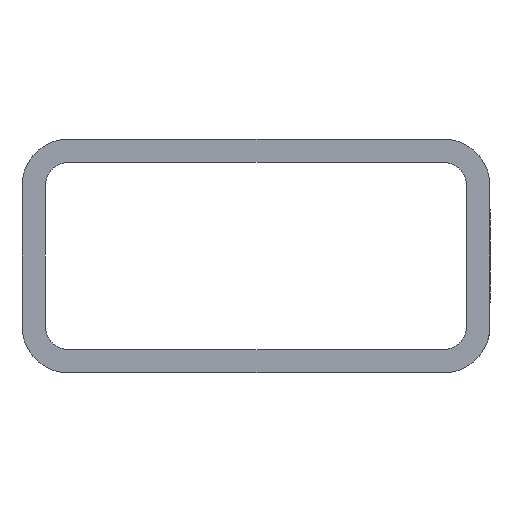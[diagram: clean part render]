
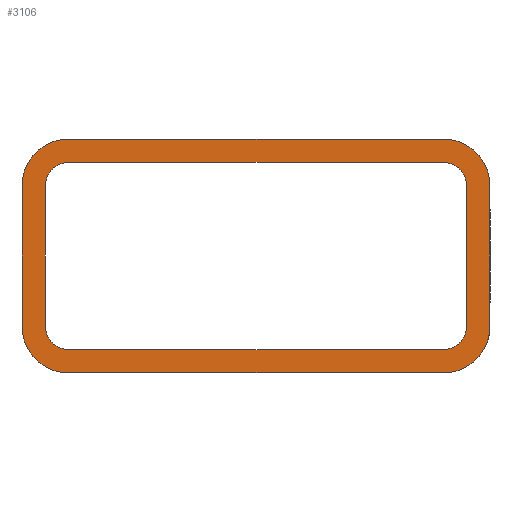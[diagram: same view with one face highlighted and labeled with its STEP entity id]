
A CAD part, front view. The second image highlights one B-rep face of the part: STEP entity #3106.
In plain terms, the highlighted planar face has unit normal (0, -1, 0).
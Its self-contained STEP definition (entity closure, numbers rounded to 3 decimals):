
#23 = LINE ( 'NONE', #2160, #2132 ) ;
#61 = CARTESIAN_POINT ( 'NONE',  ( 60., 1893., -13.75 ) ) ;
#73 = DIRECTION ( 'NONE',  ( 0., 0., -1. ) ) ;
#91 = CARTESIAN_POINT ( 'NONE',  ( 114., 1893., -10.75 ) ) ;
#97 = DIRECTION ( 'NONE',  ( 0., 0., -1. ) ) ;
#104 = VECTOR ( 'NONE', #3317, 1000. ) ;
#112 = CARTESIAN_POINT ( 'NONE',  ( 114., 1893., -31.75 ) ) ;
#133 = VERTEX_POINT ( 'NONE', #91 ) ;
#142 = AXIS2_PLACEMENT_3D ( 'NONE', #112, #2034, #671 ) ;
#148 = ORIENTED_EDGE ( 'NONE', *, *, #835, .T. ) ;
#160 = VERTEX_POINT ( 'NONE', #3504 ) ;
#204 = CARTESIAN_POINT ( 'NONE',  ( 63., 1893., -13.75 ) ) ;
#237 = EDGE_CURVE ( 'NONE', #323, #133, #1247, .T. ) ;
#273 = VECTOR ( 'NONE', #3564, 1000. ) ;
#323 = VERTEX_POINT ( 'NONE', #480 ) ;
#330 = LINE ( 'NONE', #3489, #3259 ) ;
#352 = VERTEX_POINT ( 'NONE', #3584 ) ;
#388 = ORIENTED_EDGE ( 'NONE', *, *, #2683, .F. ) ;
#430 = FACE_BOUND ( 'NONE', #966, .T. ) ;
#475 = CARTESIAN_POINT ( 'NONE',  ( 63., 1893., -31.75 ) ) ;
#480 = CARTESIAN_POINT ( 'NONE',  ( 117., 1893., -13.75 ) ) ;
#482 = VERTEX_POINT ( 'NONE', #1367 ) ;
#489 = LINE ( 'NONE', #544, #2203 ) ;
#514 = EDGE_CURVE ( 'NONE', #2554, #1569, #3189, .T. ) ;
#525 = ORIENTED_EDGE ( 'NONE', *, *, #1859, .F. ) ;
#544 = CARTESIAN_POINT ( 'NONE',  ( 114., 1893., -34.75 ) ) ;
#563 = VECTOR ( 'NONE', #1748, 1000. ) ;
#585 = EDGE_LOOP ( 'NONE', ( #1760, #3218, #1854, #2129, #872, #148, #761, #1314 ) ) ;
#617 = DIRECTION ( 'NONE',  ( -1., 0., 0. ) ) ;
#631 = EDGE_CURVE ( 'NONE', #3680, #1737, #1182, .T. ) ;
#634 = DIRECTION ( 'NONE',  ( 0., 0., -1. ) ) ;
#637 = EDGE_CURVE ( 'NONE', #3419, #3680, #1574, .T. ) ;
#656 = ORIENTED_EDGE ( 'NONE', *, *, #514, .F. ) ;
#657 = AXIS2_PLACEMENT_3D ( 'NONE', #1554, #3534, #2462 ) ;
#671 = DIRECTION ( 'NONE',  ( 0., 0., -1. ) ) ;
#722 = ORIENTED_EDGE ( 'NONE', *, *, #1406, .F. ) ;
#751 = AXIS2_PLACEMENT_3D ( 'NONE', #2038, #2675, #97 ) ;
#761 = ORIENTED_EDGE ( 'NONE', *, *, #1823, .T. ) ;
#822 = AXIS2_PLACEMENT_3D ( 'NONE', #2404, #995, #2687 ) ;
#834 = CIRCLE ( 'NONE', #657, 3. ) ;
#835 = EDGE_CURVE ( 'NONE', #352, #3081, #1664, .T. ) ;
#872 = ORIENTED_EDGE ( 'NONE', *, *, #2504, .T. ) ;
#929 = AXIS2_PLACEMENT_3D ( 'NONE', #3571, #3289, #1135 ) ;
#964 = CARTESIAN_POINT ( 'NONE',  ( 66., 1893., -31.75 ) ) ;
#966 = EDGE_LOOP ( 'NONE', ( #3510, #1484, #388, #722, #1115, #3623, #656, #525 ) ) ;
#995 = DIRECTION ( 'NONE',  ( 0., -1., 0. ) ) ;
#1063 = AXIS2_PLACEMENT_3D ( 'NONE', #1749, #1832, #73 ) ;
#1115 = ORIENTED_EDGE ( 'NONE', *, *, #2605, .F. ) ;
#1135 = DIRECTION ( 'NONE',  ( 0., 0., -1. ) ) ;
#1182 = LINE ( 'NONE', #1489, #563 ) ;
#1216 = AXIS2_PLACEMENT_3D ( 'NONE', #2869, #3184, #634 ) ;
#1235 = VECTOR ( 'NONE', #3692, 1000. ) ;
#1247 = CIRCLE ( 'NONE', #822, 3. ) ;
#1283 = CIRCLE ( 'NONE', #142, 6. ) ;
#1303 = PLANE ( 'NONE',  #929 ) ;
#1314 = ORIENTED_EDGE ( 'NONE', *, *, #1694, .T. ) ;
#1367 = CARTESIAN_POINT ( 'NONE',  ( 114., 1893., -7.75 ) ) ;
#1406 = EDGE_CURVE ( 'NONE', #3295, #1471, #489, .T. ) ;
#1471 = VERTEX_POINT ( 'NONE', #2313 ) ;
#1473 = DIRECTION ( 'NONE',  ( 0., 0., -1. ) ) ;
#1484 = ORIENTED_EDGE ( 'NONE', *, *, #1928, .F. ) ;
#1489 = CARTESIAN_POINT ( 'NONE',  ( 66., 1893., -37.75 ) ) ;
#1543 = EDGE_CURVE ( 'NONE', #3021, #3419, #23, .T. ) ;
#1554 = CARTESIAN_POINT ( 'NONE',  ( 114., 1893., -31.75 ) ) ;
#1566 = FACE_OUTER_BOUND ( 'NONE', #585, .T. ) ;
#1569 = VERTEX_POINT ( 'NONE', #204 ) ;
#1574 = CIRCLE ( 'NONE', #2660, 6. ) ;
#1610 = DIRECTION ( 'NONE',  ( 0., -1., 0. ) ) ;
#1622 = DIRECTION ( 'NONE',  ( 1., 0., 0. ) ) ;
#1664 = LINE ( 'NONE', #3668, #1944 ) ;
#1694 = EDGE_CURVE ( 'NONE', #482, #160, #2254, .T. ) ;
#1737 = VERTEX_POINT ( 'NONE', #2873 ) ;
#1748 = DIRECTION ( 'NONE',  ( 1., 0., 0. ) ) ;
#1749 = CARTESIAN_POINT ( 'NONE',  ( 114., 1893., -13.75 ) ) ;
#1752 = CARTESIAN_POINT ( 'NONE',  ( 66., 1893., -34.75 ) ) ;
#1760 = ORIENTED_EDGE ( 'NONE', *, *, #2750, .T. ) ;
#1775 = LINE ( 'NONE', #2915, #104 ) ;
#1823 = EDGE_CURVE ( 'NONE', #3081, #482, #1885, .T. ) ;
#1832 = DIRECTION ( 'NONE',  ( 0., -1., 0. ) ) ;
#1854 = ORIENTED_EDGE ( 'NONE', *, *, #637, .T. ) ;
#1859 = EDGE_CURVE ( 'NONE', #133, #2554, #330, .T. ) ;
#1885 = CIRCLE ( 'NONE', #1063, 6. ) ;
#1928 = EDGE_CURVE ( 'NONE', #3074, #323, #1775, .T. ) ;
#1944 = VECTOR ( 'NONE', #3121, 1000. ) ;
#1956 = EDGE_CURVE ( 'NONE', #1569, #1957, #2192, .T. ) ;
#1957 = VERTEX_POINT ( 'NONE', #475 ) ;
#2034 = DIRECTION ( 'NONE',  ( 0., -1., 0. ) ) ;
#2038 = CARTESIAN_POINT ( 'NONE',  ( 66., 1893., -13.75 ) ) ;
#2049 = CIRCLE ( 'NONE', #1216, 3. ) ;
#2057 = AXIS2_PLACEMENT_3D ( 'NONE', #3518, #1610, #2135 ) ;
#2101 = DIRECTION ( 'NONE',  ( 0., -1., 0. ) ) ;
#2129 = ORIENTED_EDGE ( 'NONE', *, *, #631, .T. ) ;
#2132 = VECTOR ( 'NONE', #3585, 1000. ) ;
#2135 = DIRECTION ( 'NONE',  ( 0., 0., -1. ) ) ;
#2160 = CARTESIAN_POINT ( 'NONE',  ( 60., 1893., -13.75 ) ) ;
#2192 = LINE ( 'NONE', #3579, #273 ) ;
#2203 = VECTOR ( 'NONE', #1622, 1000. ) ;
#2254 = LINE ( 'NONE', #3147, #1235 ) ;
#2313 = CARTESIAN_POINT ( 'NONE',  ( 114., 1893., -34.75 ) ) ;
#2358 = CIRCLE ( 'NONE', #2057, 6. ) ;
#2404 = CARTESIAN_POINT ( 'NONE',  ( 114., 1893., -13.75 ) ) ;
#2462 = DIRECTION ( 'NONE',  ( 0., 0., -1. ) ) ;
#2504 = EDGE_CURVE ( 'NONE', #1737, #352, #1283, .T. ) ;
#2554 = VERTEX_POINT ( 'NONE', #3484 ) ;
#2605 = EDGE_CURVE ( 'NONE', #1957, #3295, #2049, .T. ) ;
#2617 = CARTESIAN_POINT ( 'NONE',  ( 66., 1893., -37.75 ) ) ;
#2660 = AXIS2_PLACEMENT_3D ( 'NONE', #964, #2101, #1473 ) ;
#2675 = DIRECTION ( 'NONE',  ( 0., -1., 0. ) ) ;
#2683 = EDGE_CURVE ( 'NONE', #1471, #3074, #834, .T. ) ;
#2687 = DIRECTION ( 'NONE',  ( 0., 0., -1. ) ) ;
#2750 = EDGE_CURVE ( 'NONE', #160, #3021, #2358, .T. ) ;
#2869 = CARTESIAN_POINT ( 'NONE',  ( 66., 1893., -31.75 ) ) ;
#2873 = CARTESIAN_POINT ( 'NONE',  ( 114., 1893., -37.75 ) ) ;
#2915 = CARTESIAN_POINT ( 'NONE',  ( 117., 1893., -13.75 ) ) ;
#3021 = VERTEX_POINT ( 'NONE', #61 ) ;
#3074 = VERTEX_POINT ( 'NONE', #3358 ) ;
#3081 = VERTEX_POINT ( 'NONE', #3587 ) ;
#3106 = ADVANCED_FACE ( 'NONE', ( #430, #1566 ), #1303, .T. ) ;
#3121 = DIRECTION ( 'NONE',  ( 0., 0., 1. ) ) ;
#3147 = CARTESIAN_POINT ( 'NONE',  ( 66., 1893., -7.75 ) ) ;
#3184 = DIRECTION ( 'NONE',  ( 0., -1., 0. ) ) ;
#3189 = CIRCLE ( 'NONE', #751, 3. ) ;
#3218 = ORIENTED_EDGE ( 'NONE', *, *, #1543, .T. ) ;
#3259 = VECTOR ( 'NONE', #617, 1000. ) ;
#3284 = CARTESIAN_POINT ( 'NONE',  ( 60., 1893., -31.75 ) ) ;
#3289 = DIRECTION ( 'NONE',  ( 0., -1., 0. ) ) ;
#3295 = VERTEX_POINT ( 'NONE', #1752 ) ;
#3317 = DIRECTION ( 'NONE',  ( 0., 0., 1. ) ) ;
#3358 = CARTESIAN_POINT ( 'NONE',  ( 117., 1893., -31.75 ) ) ;
#3419 = VERTEX_POINT ( 'NONE', #3284 ) ;
#3484 = CARTESIAN_POINT ( 'NONE',  ( 66., 1893., -10.75 ) ) ;
#3489 = CARTESIAN_POINT ( 'NONE',  ( 114., 1893., -10.75 ) ) ;
#3504 = CARTESIAN_POINT ( 'NONE',  ( 66., 1893., -7.75 ) ) ;
#3510 = ORIENTED_EDGE ( 'NONE', *, *, #237, .F. ) ;
#3518 = CARTESIAN_POINT ( 'NONE',  ( 66., 1893., -13.75 ) ) ;
#3534 = DIRECTION ( 'NONE',  ( 0., -1., 0. ) ) ;
#3564 = DIRECTION ( 'NONE',  ( 0., 0., -1. ) ) ;
#3571 = CARTESIAN_POINT ( 'NONE',  ( 66., 1893., -13.75 ) ) ;
#3579 = CARTESIAN_POINT ( 'NONE',  ( 63., 1893., -31.75 ) ) ;
#3584 = CARTESIAN_POINT ( 'NONE',  ( 120., 1893., -31.75 ) ) ;
#3585 = DIRECTION ( 'NONE',  ( 0., 0., -1. ) ) ;
#3587 = CARTESIAN_POINT ( 'NONE',  ( 120., 1893., -13.75 ) ) ;
#3623 = ORIENTED_EDGE ( 'NONE', *, *, #1956, .F. ) ;
#3668 = CARTESIAN_POINT ( 'NONE',  ( 120., 1893., -31.75 ) ) ;
#3680 = VERTEX_POINT ( 'NONE', #2617 ) ;
#3692 = DIRECTION ( 'NONE',  ( -1., 0., 0. ) ) ;
